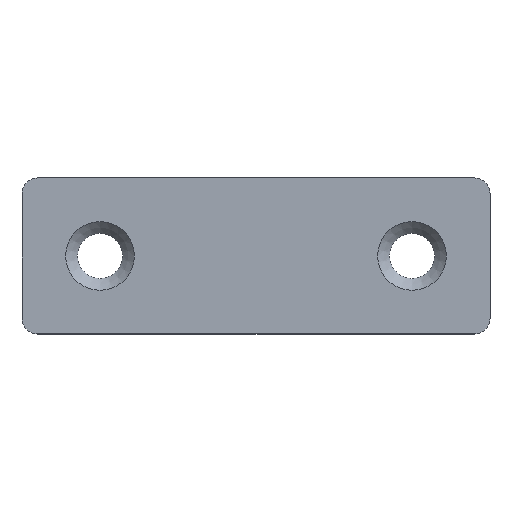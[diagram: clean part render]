
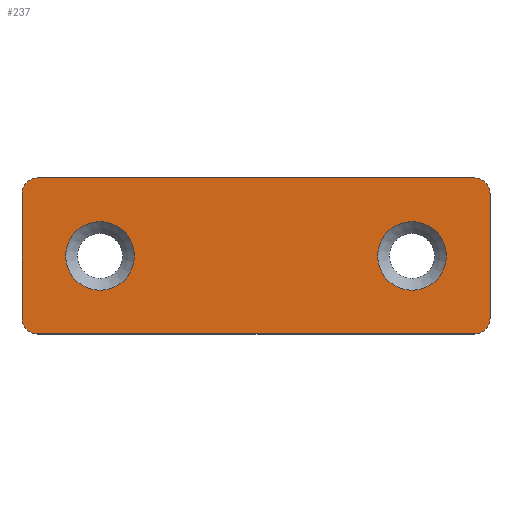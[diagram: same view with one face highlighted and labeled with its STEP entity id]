
A CAD part, top view. The second image highlights one B-rep face of the part: STEP entity #237.
In plain terms, the highlighted planar face has unit normal (0, 0, 1).
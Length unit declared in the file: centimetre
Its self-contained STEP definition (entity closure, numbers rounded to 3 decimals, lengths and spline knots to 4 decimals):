
#41=PLANE('',#261);
#48=VECTOR('',#286,1.);
#54=VECTOR('',#301,1.);
#56=VECTOR('',#316,1.);
#57=VECTOR('',#318,1.);
#64=LINE('',#348,#48);
#70=LINE('',#364,#54);
#72=LINE('',#376,#56);
#73=LINE('',#378,#57);
#74=VERTEX_POINT('',#322);
#75=VERTEX_POINT('',#323);
#86=VERTEX_POINT('',#349);
#87=VERTEX_POINT('',#353);
#88=VERTEX_POINT('',#357);
#89=VERTEX_POINT('',#358);
#90=VERTEX_POINT('',#363);
#91=VERTEX_POINT('',#367);
#92=VERTEX_POINT('',#371);
#93=VERTEX_POINT('',#374);
#94=CIRCLE('',#239,0.2);
#101=CIRCLE('',#249,0.2);
#102=CIRCLE('',#251,0.2);
#103=CIRCLE('',#254,0.2);
#104=CIRCLE('',#256,0.44);
#105=CIRCLE('',#258,0.44);
#106=EDGE_CURVE('',#74,#75,#94,.T.);
#119=EDGE_CURVE('',#75,#86,#64,.T.);
#121=EDGE_CURVE('',#86,#87,#101,.T.);
#123=EDGE_CURVE('',#88,#89,#102,.T.);
#127=EDGE_CURVE('',#90,#88,#70,.T.);
#128=EDGE_CURVE('',#91,#90,#103,.T.);
#130=EDGE_CURVE('',#92,#92,#104,.T.);
#131=EDGE_CURVE('',#93,#93,#105,.T.);
#132=EDGE_CURVE('',#87,#91,#72,.T.);
#133=EDGE_CURVE('',#89,#74,#73,.T.);
#180=ORIENTED_EDGE('',*,*,#106,.F.);
#181=ORIENTED_EDGE('',*,*,#133,.F.);
#182=ORIENTED_EDGE('',*,*,#123,.F.);
#183=ORIENTED_EDGE('',*,*,#127,.F.);
#184=ORIENTED_EDGE('',*,*,#128,.F.);
#185=ORIENTED_EDGE('',*,*,#132,.F.);
#186=ORIENTED_EDGE('',*,*,#121,.F.);
#187=ORIENTED_EDGE('',*,*,#119,.F.);
#188=ORIENTED_EDGE('',*,*,#130,.T.);
#189=ORIENTED_EDGE('',*,*,#131,.T.);
#205=EDGE_LOOP('',(#180,#181,#182,#183,#184,#185,#186,#187));
#206=EDGE_LOOP('',(#188));
#207=EDGE_LOOP('',(#189));
#223=FACE_BOUND('',#205,.T.);
#224=FACE_BOUND('',#206,.T.);
#225=FACE_BOUND('',#207,.T.);
#237=ADVANCED_FACE('',(#223,#224,#225),#41,.T.);
#239=AXIS2_PLACEMENT_3D('',#321,#264,#265);
#249=AXIS2_PLACEMENT_3D('',#352,#290,#291);
#251=AXIS2_PLACEMENT_3D('',#356,#295,#296);
#254=AXIS2_PLACEMENT_3D('',#366,#304,#305);
#256=AXIS2_PLACEMENT_3D('',#370,#309,#310);
#258=AXIS2_PLACEMENT_3D('',#373,#313,#314);
#261=AXIS2_PLACEMENT_3D('',#379,#319,$);
#264=DIRECTION('',(0.,0.,-1.));
#265=DIRECTION('',(0.141,-0.141,0.));
#286=DIRECTION('',(-1.,0.,0.));
#290=DIRECTION('',(0.,0.,-1.));
#291=DIRECTION('',(-0.141,-0.141,0.));
#295=DIRECTION('',(0.,0.,-1.));
#296=DIRECTION('',(0.141,0.141,0.));
#301=DIRECTION('',(1.,0.,0.));
#304=DIRECTION('',(0.,0.,-1.));
#305=DIRECTION('',(-0.141,0.141,0.));
#309=DIRECTION('',(0.,0.,-1.));
#310=DIRECTION('',(0.,0.44,0.));
#313=DIRECTION('',(0.,0.,-1.));
#314=DIRECTION('',(0.,0.44,0.));
#316=DIRECTION('',(0.,1.,0.));
#318=DIRECTION('',(0.,-1.,0.));
#319=DIRECTION('',(0.,0.,1.));
#321=CARTESIAN_POINT('',(5.8,0.2,0.15));
#322=CARTESIAN_POINT('',(6.,0.2,0.15));
#323=CARTESIAN_POINT('',(5.8,0.,0.15));
#348=CARTESIAN_POINT('',(0.,0.,0.15));
#349=CARTESIAN_POINT('',(0.2,0.,0.15));
#352=CARTESIAN_POINT('',(0.2,0.2,0.15));
#353=CARTESIAN_POINT('',(0.,0.2,0.15));
#356=CARTESIAN_POINT('',(5.8,1.8,0.15));
#357=CARTESIAN_POINT('',(5.8,2.,0.15));
#358=CARTESIAN_POINT('',(6.,1.8,0.15));
#363=CARTESIAN_POINT('',(0.2,2.,0.15));
#364=CARTESIAN_POINT('',(6.,2.,0.15));
#366=CARTESIAN_POINT('',(0.2,1.8,0.15));
#367=CARTESIAN_POINT('',(0.,1.8,0.15));
#370=CARTESIAN_POINT('',(5.,1.,0.15));
#371=CARTESIAN_POINT('',(5.,1.44,0.15));
#373=CARTESIAN_POINT('',(1.,1.,0.15));
#374=CARTESIAN_POINT('',(1.,1.44,0.15));
#376=CARTESIAN_POINT('',(0.,2.,0.15));
#378=CARTESIAN_POINT('',(6.,0.,0.15));
#379=CARTESIAN_POINT('',(3.,1.,0.15));
